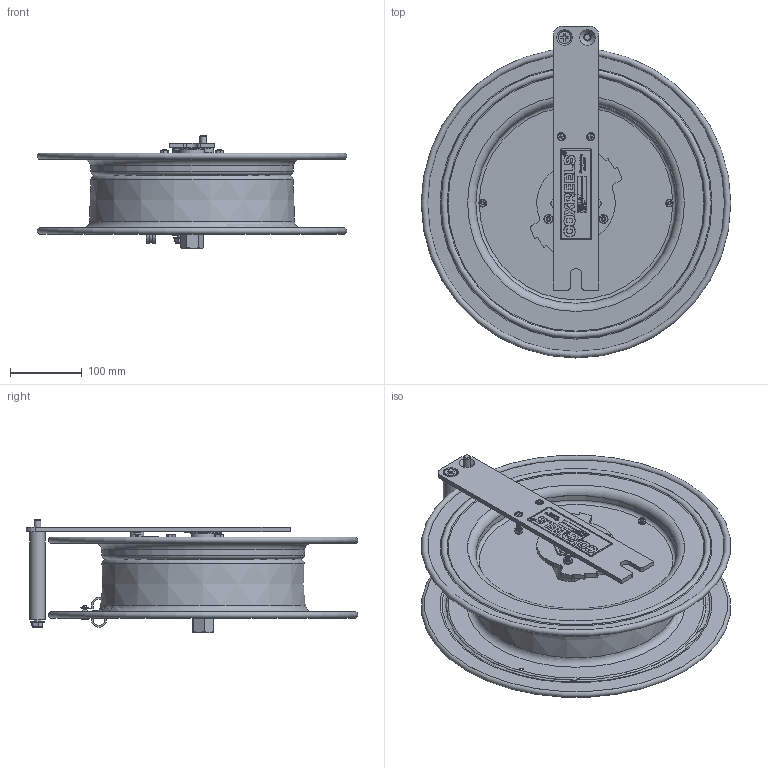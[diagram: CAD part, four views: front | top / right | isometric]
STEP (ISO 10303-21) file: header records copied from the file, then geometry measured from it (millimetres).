
FILE_DESCRIPTION((''),'2;1');
FILE_NAME('SL17-L350_SHARED.stp','2011-08-18T07:42:01',('JKucera'),(''),'Autodesk Inventor 2011','Autodesk Inventor 2011','');
FILE_SCHEMA(('AUTOMOTIVE_DESIGN { 1 0 10303 214 1 1 1 1 }'));
Length unit declared in the file: inch
Products named in the file (1): SL17-L350_SHARED
Bounding box: 431.78 x 462.9 x 157.78 mm (x, y, z)
Surface area: 1319798.2 mm2 (no closed solid volume)
Topology: 0 solids, 46 shells, 5082 faces, 13312 edges, 8616 vertices
Faces by surface type: plane 2532, bspline 1067, cylinder 1017, cone 395, torus 65, sphere 6
Full cylindrical faces by diameter (mm): 1.778 x1, 2.159 x2, 3.239 x18, 3.683 x4, 3.962 x7, 4.039 x1, 4.826 x6, 4.978 x3, 5.08 x16, 5.182 x4, 5.588 x6, 6.096 x1, 6.248 x2, 6.35 x4, 6.477 x3, 7.137 x3, 7.239 x3, 7.798 x2, 7.925 x1, 8.89 x2, 9.525 x3, 10.312 x2, 10.592 x1, 12.675 x1, 12.859 x1, 13.208 x1, 13.494 x1, 13.716 x1, 13.868 x1, 14.224 x1
Entity records: 169970 total; most frequent: CARTESIAN_POINT 47750, ORIENTED_EDGE 25782, DIRECTION 20633, EDGE_CURVE 12891, VERTEX_POINT 8553, VECTOR 7835, LINE 7835, AXIS2_PLACEMENT_3D 6399
